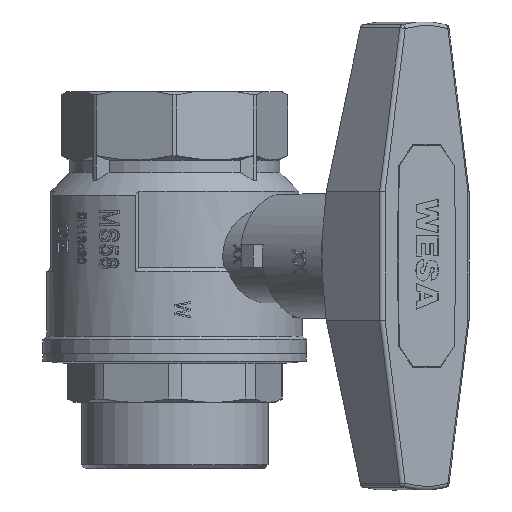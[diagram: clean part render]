
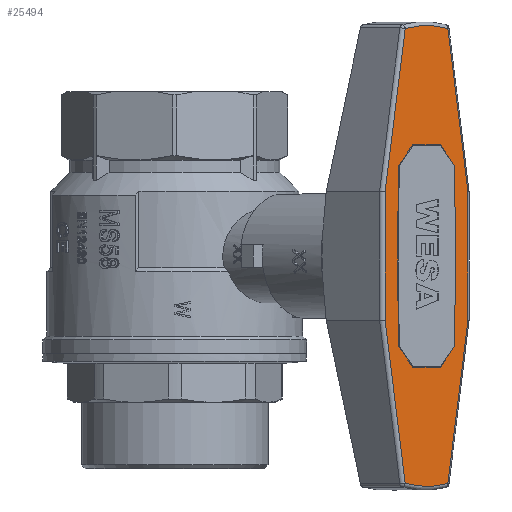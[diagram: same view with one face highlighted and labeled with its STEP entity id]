
A CAD part, left-side view. The second image highlights one B-rep face of the part: STEP entity #25494.
In plain terms, the highlighted face is planar.
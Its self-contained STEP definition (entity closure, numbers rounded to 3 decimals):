
#1984=LINE('',#48635,#3800);
#1987=LINE('',#48641,#3803);
#1992=LINE('',#48655,#3808);
#1994=LINE('',#48658,#3810);
#2030=LINE('',#48757,#3846);
#2031=LINE('',#48759,#3847);
#2032=LINE('',#48761,#3848);
#2033=LINE('',#48764,#3849);
#2034=LINE('',#48766,#3850);
#2035=LINE('',#48770,#3851);
#2036=LINE('',#48772,#3852);
#2037=LINE('',#48774,#3853);
#3800=VECTOR('',#39223,1000.);
#3803=VECTOR('',#39228,1000.);
#3808=VECTOR('',#39241,1000.);
#3810=VECTOR('',#39245,1000.);
#3846=VECTOR('',#39341,1000.);
#3847=VECTOR('',#39344,1000.);
#3848=VECTOR('',#39347,1000.);
#3849=VECTOR('',#39348,1000.);
#3850=VECTOR('',#39349,1000.);
#3851=VECTOR('',#39352,1000.);
#3852=VECTOR('',#39353,1000.);
#3853=VECTOR('',#39354,1000.);
#6123=ORIENTED_EDGE('',*,*,#13960,.F.);
#6124=ORIENTED_EDGE('',*,*,#13961,.T.);
#6125=ORIENTED_EDGE('',*,*,#13962,.F.);
#6126=ORIENTED_EDGE('',*,*,#13963,.T.);
#6127=ORIENTED_EDGE('',*,*,#13964,.F.);
#6128=ORIENTED_EDGE('',*,*,#13965,.F.);
#6129=ORIENTED_EDGE('',*,*,#13966,.F.);
#6130=ORIENTED_EDGE('',*,*,#13967,.T.);
#6131=ORIENTED_EDGE('',*,*,#13905,.F.);
#6132=ORIENTED_EDGE('',*,*,#13908,.F.);
#6133=ORIENTED_EDGE('',*,*,#13910,.F.);
#6134=ORIENTED_EDGE('',*,*,#13901,.F.);
#6135=ORIENTED_EDGE('',*,*,#13896,.T.);
#6136=ORIENTED_EDGE('',*,*,#13898,.F.);
#6137=ORIENTED_EDGE('',*,*,#13959,.F.);
#6138=ORIENTED_EDGE('',*,*,#13958,.F.);
#13896=EDGE_CURVE('',#17860,#17862,#20446,.T.);
#13898=EDGE_CURVE('',#17863,#17862,#1984,.T.);
#13901=EDGE_CURVE('',#17860,#17865,#1987,.T.);
#13905=EDGE_CURVE('',#17868,#17866,#20448,.T.);
#13908=EDGE_CURVE('',#17870,#17868,#1992,.T.);
#13910=EDGE_CURVE('',#17865,#17870,#1994,.T.);
#13958=EDGE_CURVE('',#17866,#17903,#2030,.T.);
#13959=EDGE_CURVE('',#17903,#17863,#2031,.T.);
#13960=EDGE_CURVE('',#17904,#17905,#2032,.T.);
#13961=EDGE_CURVE('',#17904,#17906,#2033,.T.);
#13962=EDGE_CURVE('',#17907,#17906,#2034,.T.);
#13963=EDGE_CURVE('',#17907,#17908,#20461,.T.);
#13964=EDGE_CURVE('',#17909,#17908,#2035,.T.);
#13965=EDGE_CURVE('',#17910,#17909,#2036,.T.);
#13966=EDGE_CURVE('',#17911,#17910,#2037,.T.);
#13967=EDGE_CURVE('',#17911,#17905,#20462,.T.);
#17860=VERTEX_POINT('',#48626);
#17862=VERTEX_POINT('',#48630);
#17863=VERTEX_POINT('',#48634);
#17865=VERTEX_POINT('',#48639);
#17866=VERTEX_POINT('',#48644);
#17868=VERTEX_POINT('',#48648);
#17870=VERTEX_POINT('',#48654);
#17903=VERTEX_POINT('',#48756);
#17904=VERTEX_POINT('',#48762);
#17905=VERTEX_POINT('',#48763);
#17906=VERTEX_POINT('',#48765);
#17907=VERTEX_POINT('',#48767);
#17908=VERTEX_POINT('',#48769);
#17909=VERTEX_POINT('',#48771);
#17910=VERTEX_POINT('',#48773);
#17911=VERTEX_POINT('',#48775);
#20446=CIRCLE('',#35356,538.206);
#20448=CIRCLE('',#35361,538.206);
#20461=CIRCLE('',#35396,40.25);
#20462=CIRCLE('',#35397,40.25);
#20960=EDGE_LOOP('',(#6123,#6124,#6125,#6126,#6127,#6128,#6129,#6130));
#20961=EDGE_LOOP('',(#6131,#6132,#6133,#6134,#6135,#6136,#6137,#6138));
#22596=FACE_BOUND('',#20960,.T.);
#22597=FACE_BOUND('',#20961,.T.);
#24197=PLANE('',#35395);
#25494=ADVANCED_FACE('',(#22596,#22597),#24197,.T.);
#35356=AXIS2_PLACEMENT_3D('',#48631,#39218,#39219);
#35361=AXIS2_PLACEMENT_3D('',#48649,#39235,#39236);
#35395=AXIS2_PLACEMENT_3D('',#48760,#39345,#39346);
#35396=AXIS2_PLACEMENT_3D('',#48768,#39350,#39351);
#35397=AXIS2_PLACEMENT_3D('',#48776,#39355,#39356);
#39218=DIRECTION('',(0.,0.,-1.));
#39219=DIRECTION('',(0.,1.,0.));
#39223=DIRECTION('',(0.686,0.728,0.));
#39228=DIRECTION('',(-0.686,0.728,0.));
#39235=DIRECTION('',(0.,0.,1.));
#39236=DIRECTION('',(0.,1.,0.));
#39241=DIRECTION('',(-0.686,-0.728,0.));
#39245=DIRECTION('',(-1.,0.,0.));
#39341=DIRECTION('',(0.686,-0.728,0.));
#39344=DIRECTION('',(1.,0.,0.));
#39345=DIRECTION('',(0.,0.,1.));
#39346=DIRECTION('',(1.,0.,0.));
#39347=DIRECTION('',(-0.172,-0.985,0.));
#39348=DIRECTION('',(0.,1.,0.));
#39349=DIRECTION('',(0.172,-0.985,0.));
#39350=DIRECTION('',(0.,0.,1.));
#39351=DIRECTION('',(0.,1.,0.));
#39352=DIRECTION('',(0.172,0.985,0.));
#39353=DIRECTION('',(0.,1.,0.));
#39354=DIRECTION('',(-0.172,0.985,0.));
#39355=DIRECTION('',(0.,0.,1.));
#39356=DIRECTION('',(0.,1.,0.));
#48626=CARTESIAN_POINT('',(10.,23.194,51.5));
#48630=CARTESIAN_POINT('',(10.,-23.194,51.5));
#48631=CARTESIAN_POINT('',(-527.706,0.,51.5));
#48634=CARTESIAN_POINT('',(5.,-28.5,51.5));
#48635=CARTESIAN_POINT('',(31.856,0.,51.5));
#48639=CARTESIAN_POINT('',(5.,28.5,51.5));
#48641=CARTESIAN_POINT('',(31.856,0.,51.5));
#48644=CARTESIAN_POINT('',(-10.,-23.194,51.5));
#48648=CARTESIAN_POINT('',(-10.,23.194,51.5));
#48649=CARTESIAN_POINT('',(527.706,0.,51.5));
#48654=CARTESIAN_POINT('',(-5.,28.5,51.5));
#48655=CARTESIAN_POINT('',(-31.856,0.,51.5));
#48658=CARTESIAN_POINT('',(0.,28.5,51.5));
#48756=CARTESIAN_POINT('',(-5.,-28.5,51.5));
#48757=CARTESIAN_POINT('',(-31.856,0.,51.5));
#48759=CARTESIAN_POINT('',(0.,-28.5,51.5));
#48760=CARTESIAN_POINT('',(0.,0.,51.5));
#48761=CARTESIAN_POINT('',(17.859,0.,51.5));
#48762=CARTESIAN_POINT('',(15.,-16.414,51.5));
#48763=CARTESIAN_POINT('',(7.714,-58.248,51.5));
#48764=CARTESIAN_POINT('',(15.,0.,51.5));
#48765=CARTESIAN_POINT('',(15.,16.414,51.5));
#48766=CARTESIAN_POINT('',(17.859,0.,51.5));
#48767=CARTESIAN_POINT('',(7.722,58.203,51.5));
#48768=CARTESIAN_POINT('',(-0.243,18.748,51.5));
#48769=CARTESIAN_POINT('',(-7.704,58.301,51.5));
#48770=CARTESIAN_POINT('',(-17.859,0.,51.5));
#48771=CARTESIAN_POINT('',(-15.,16.414,51.5));
#48772=CARTESIAN_POINT('',(-15.,0.,51.5));
#48773=CARTESIAN_POINT('',(-15.,-16.414,51.5));
#48774=CARTESIAN_POINT('',(-17.859,0.,51.5));
#48775=CARTESIAN_POINT('',(-7.711,-58.261,51.5));
#48776=CARTESIAN_POINT('',(-0.033,-18.75,51.5));
